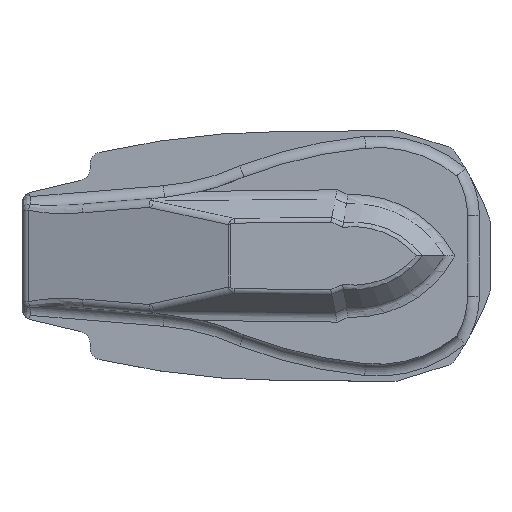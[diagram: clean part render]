
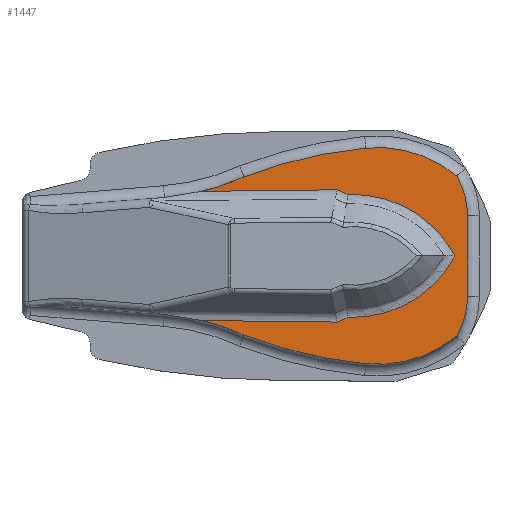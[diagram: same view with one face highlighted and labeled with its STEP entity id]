
A CAD part, top view. The second image highlights one B-rep face of the part: STEP entity #1447.
In plain terms, the highlighted planar face has unit normal (0, 0, 1).
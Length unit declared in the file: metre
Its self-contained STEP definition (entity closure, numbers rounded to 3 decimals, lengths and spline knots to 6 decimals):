
#151=CIRCLE('',#1590,0.081281);
#153=CIRCLE('',#1593,0.157035);
#155=CIRCLE('',#1596,0.041841);
#157=CIRCLE('',#1599,0.026803);
#159=CIRCLE('',#1603,0.026803);
#161=CIRCLE('',#1606,0.041841);
#163=CIRCLE('',#1609,0.157035);
#165=CIRCLE('',#1612,0.081281);
#166=CIRCLE('',#1614,0.038955);
#167=CIRCLE('',#1615,0.038955);
#251=LINE('',#2440,#343);
#256=LINE('',#2471,#348);
#257=LINE('',#2473,#349);
#258=LINE('',#2479,#350);
#259=LINE('',#2481,#351);
#343=VECTOR('',#1931,1.);
#348=VECTOR('',#1962,1.);
#349=VECTOR('',#1963,1.);
#350=VECTOR('',#1968,1.);
#351=VECTOR('',#1969,1.);
#551=ORIENTED_EDGE('',*,*,#965,.F.);
#552=ORIENTED_EDGE('',*,*,#966,.T.);
#553=ORIENTED_EDGE('',*,*,#967,.T.);
#554=ORIENTED_EDGE('',*,*,#968,.T.);
#555=ORIENTED_EDGE('',*,*,#969,.T.);
#556=ORIENTED_EDGE('',*,*,#970,.T.);
#557=ORIENTED_EDGE('',*,*,#971,.T.);
#558=ORIENTED_EDGE('',*,*,#939,.T.);
#559=ORIENTED_EDGE('',*,*,#943,.F.);
#560=ORIENTED_EDGE('',*,*,#946,.F.);
#561=ORIENTED_EDGE('',*,*,#949,.F.);
#562=ORIENTED_EDGE('',*,*,#952,.T.);
#563=ORIENTED_EDGE('',*,*,#955,.T.);
#564=ORIENTED_EDGE('',*,*,#958,.T.);
#565=ORIENTED_EDGE('',*,*,#961,.T.);
#939=EDGE_CURVE('',#1140,#1139,#151,.T.);
#943=EDGE_CURVE('',#1142,#1139,#153,.T.);
#946=EDGE_CURVE('',#1144,#1142,#155,.T.);
#949=EDGE_CURVE('',#1146,#1144,#157,.T.);
#952=EDGE_CURVE('',#1146,#1148,#251,.T.);
#955=EDGE_CURVE('',#1148,#1150,#159,.T.);
#958=EDGE_CURVE('',#1150,#1152,#161,.T.);
#961=EDGE_CURVE('',#1152,#1154,#163,.T.);
#965=EDGE_CURVE('',#1157,#1154,#165,.T.);
#966=EDGE_CURVE('',#1157,#1158,#256,.F.);
#967=EDGE_CURVE('',#1158,#1159,#257,.F.);
#968=EDGE_CURVE('',#1159,#1160,#166,.F.);
#969=EDGE_CURVE('',#1160,#1161,#167,.F.);
#970=EDGE_CURVE('',#1161,#1162,#258,.F.);
#971=EDGE_CURVE('',#1162,#1140,#259,.F.);
#1139=VERTEX_POINT('',#2410);
#1140=VERTEX_POINT('',#2412);
#1142=VERTEX_POINT('',#2421);
#1144=VERTEX_POINT('',#2427);
#1146=VERTEX_POINT('',#2433);
#1148=VERTEX_POINT('',#2439);
#1150=VERTEX_POINT('',#2445);
#1152=VERTEX_POINT('',#2451);
#1154=VERTEX_POINT('',#2457);
#1157=VERTEX_POINT('',#2468);
#1158=VERTEX_POINT('',#2472);
#1159=VERTEX_POINT('',#2474);
#1160=VERTEX_POINT('',#2476);
#1161=VERTEX_POINT('',#2478);
#1162=VERTEX_POINT('',#2480);
#1245=EDGE_LOOP('',(#551,#552,#553,#554,#555,#556,#557,#558,#559,#560,#561,
#562,#563,#564,#565));
#1334=FACE_BOUND('',#1245,.T.);
#1411=PLANE('',#1613);
#1447=ADVANCED_FACE('',(#1334),#1411,.T.);
#1590=AXIS2_PLACEMENT_3D('',#2411,#1904,#1905);
#1593=AXIS2_PLACEMENT_3D('',#2422,#1911,#1912);
#1596=AXIS2_PLACEMENT_3D('',#2428,#1918,#1919);
#1599=AXIS2_PLACEMENT_3D('',#2434,#1925,#1926);
#1603=AXIS2_PLACEMENT_3D('',#2446,#1937,#1938);
#1606=AXIS2_PLACEMENT_3D('',#2452,#1944,#1945);
#1609=AXIS2_PLACEMENT_3D('',#2458,#1951,#1952);
#1612=AXIS2_PLACEMENT_3D('',#2469,#1958,#1959);
#1613=AXIS2_PLACEMENT_3D('',#2470,#1960,#1961);
#1614=AXIS2_PLACEMENT_3D('',#2475,#1964,#1965);
#1615=AXIS2_PLACEMENT_3D('',#2477,#1966,#1967);
#1904=DIRECTION('',(0.,0.,-1.));
#1905=DIRECTION('',(1.,0.,0.));
#1911=DIRECTION('',(0.,0.,-1.));
#1912=DIRECTION('',(1.,0.,0.));
#1918=DIRECTION('',(0.,0.,-1.));
#1919=DIRECTION('',(1.,0.,0.));
#1925=DIRECTION('',(0.,0.,-1.));
#1926=DIRECTION('',(1.,0.,0.));
#1931=DIRECTION('',(0.,1.,0.));
#1937=DIRECTION('',(0.,0.,1.));
#1938=DIRECTION('',(1.,0.,0.));
#1944=DIRECTION('',(0.,0.,1.));
#1945=DIRECTION('',(1.,0.,0.));
#1951=DIRECTION('',(0.,0.,1.));
#1952=DIRECTION('',(1.,0.,0.));
#1958=DIRECTION('',(0.,0.,1.));
#1959=DIRECTION('',(1.,0.,0.));
#1960=DIRECTION('',(0.,0.,1.));
#1961=DIRECTION('',(1.,0.,0.));
#1962=DIRECTION('',(-1.,-0.011,0.));
#1963=DIRECTION('',(-0.917,0.4,0.));
#1964=DIRECTION('',(0.,0.,1.));
#1965=DIRECTION('',(1.,0.,0.));
#1966=DIRECTION('',(0.,0.,1.));
#1967=DIRECTION('',(1.,0.,0.));
#1968=DIRECTION('',(0.917,0.4,0.));
#1969=DIRECTION('',(1.,-0.011,0.));
#2410=CARTESIAN_POINT('',(-0.033751,-0.024103,0.016));
#2411=CARTESIAN_POINT('',(-0.067296,-0.09814,0.016));
#2412=CARTESIAN_POINT('',(-0.047948,-0.019195,0.016));
#2421=CARTESIAN_POINT('',(0.007354,-0.033783,0.016));
#2422=CARTESIAN_POINT('',(0.02247,0.122523,0.016));
#2427=CARTESIAN_POINT('',(0.037976,-0.024425,0.016));
#2428=CARTESIAN_POINT('',(0.011367,0.007865,0.016));
#2433=CARTESIAN_POINT('',(0.04173,-0.011023,0.016));
#2434=CARTESIAN_POINT('',(0.014929,-0.010742,0.016));
#2439=CARTESIAN_POINT('',(0.04173,0.016275,0.016));
#2440=CARTESIAN_POINT('',(0.04173,-0.004198,0.016));
#2445=CARTESIAN_POINT('',(0.037976,0.029677,0.016));
#2446=CARTESIAN_POINT('',(0.014929,0.015995,0.016));
#2451=CARTESIAN_POINT('',(0.007354,0.039035,0.016));
#2452=CARTESIAN_POINT('',(0.011367,-0.002612,0.016));
#2457=CARTESIAN_POINT('',(-0.033751,0.029356,0.016));
#2458=CARTESIAN_POINT('',(0.02247,-0.117271,0.016));
#2468=CARTESIAN_POINT('',(-0.047948,0.024447,0.016));
#2469=CARTESIAN_POINT('',(-0.067296,0.103392,0.016));
#2470=CARTESIAN_POINT('',(0.,0.,0.016));
#2471=CARTESIAN_POINT('',(-0.002709,0.024961,0.016));
#2472=CARTESIAN_POINT('',(-0.002296,0.024965,0.016));
#2473=CARTESIAN_POINT('',(0.001774,0.023191,0.016));
#2474=CARTESIAN_POINT('',(0.001363,0.02337,0.016));
#2475=CARTESIAN_POINT('',(0.002974,-0.015551,0.016));
#2476=CARTESIAN_POINT('',(0.037428,0.002626,0.016));
#2477=CARTESIAN_POINT('',(0.002974,0.020804,0.016));
#2478=CARTESIAN_POINT('',(0.001363,-0.018118,0.016));
#2479=CARTESIAN_POINT('',(-0.001919,-0.019548,0.016));
#2480=CARTESIAN_POINT('',(-0.002296,-0.019713,0.016));
#2481=CARTESIAN_POINT('',(-0.060709,-0.01905,0.016));
